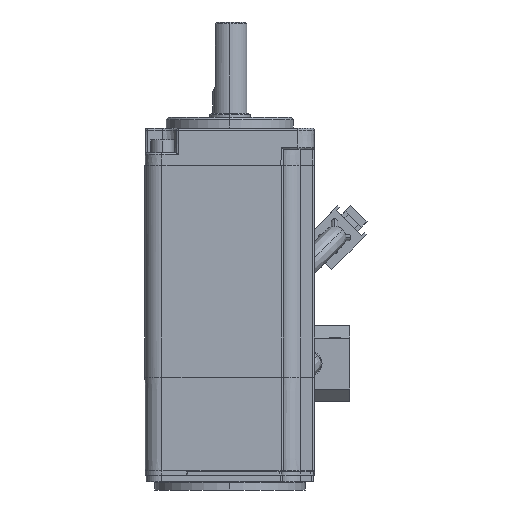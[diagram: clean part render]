
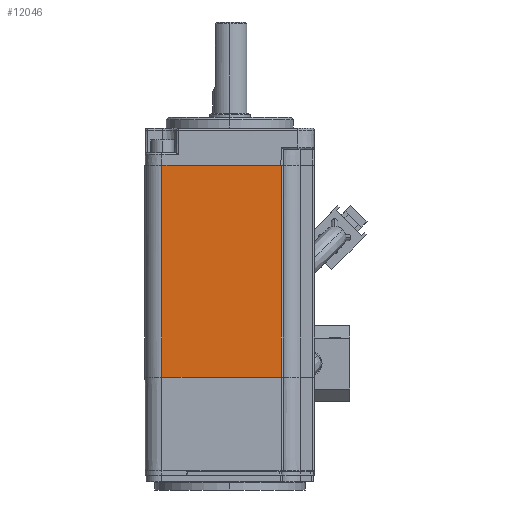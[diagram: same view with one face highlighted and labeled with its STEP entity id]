
A CAD part, front view. The second image highlights one B-rep face of the part: STEP entity #12046.
In plain terms, the highlighted face is planar.
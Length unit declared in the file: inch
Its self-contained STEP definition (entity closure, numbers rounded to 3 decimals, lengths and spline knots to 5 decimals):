
#2703 = ORIENTED_EDGE ( 'NONE', *, *, #8525, .F. ) ;
#3211 = CARTESIAN_POINT ( 'NONE',  ( 0.7874, 0.26118, 1.08268 ) ) ;
#3684 = CARTESIAN_POINT ( 'NONE',  ( 0.78733, -0.47622, -0.88188 ) ) ;
#4198 = LINE ( 'NONE', #17734, #9430 ) ;
#4832 = CARTESIAN_POINT ( 'NONE',  ( 0.78737, 0.62992, 1.08268 ) ) ;
#6696 = VERTEX_POINT ( 'NONE', #4832 ) ;
#7055 = CARTESIAN_POINT ( 'NONE',  ( 0.7874, 0.07679, -0.88189 ) ) ;
#7073 = LINE ( 'NONE', #7055, #15830 ) ;
#7777 = CARTESIAN_POINT ( 'NONE',  ( 0.7874, -0.47458, -0.88189 ) ) ;
#7874 = CARTESIAN_POINT ( 'NONE',  ( 0.7874, -0.47376, -0.88189 ) ) ;
#8122 = CARTESIAN_POINT ( 'NONE',  ( 0.78733, -0.47622, -0.88188 ) ) ;
#8233 = VERTEX_POINT ( 'NONE', #23413 ) ;
#8525 = EDGE_CURVE ( 'NONE', #14198, #22003, #9046, .T. ) ;
#8838 = EDGE_CURVE ( 'NONE', #8233, #22003, #24741, .T. ) ;
#9046 = B_SPLINE_CURVE_WITH_KNOTS ( 'NONE', 3,
 ( #21148, #7777, #10099, #3684 ),
 .UNSPECIFIED., .F., .F.,
 ( 4, 4 ),
 ( 0., 1. ),
 .UNSPECIFIED. ) ;
#9430 = VECTOR ( 'NONE', #11110, 39.37008 ) ;
#10099 = CARTESIAN_POINT ( 'NONE',  ( 0.78735, -0.4754, -0.88189 ) ) ;
#10240 = CARTESIAN_POINT ( 'NONE',  ( 0.7874, -0.47629, 0.42782 ) ) ;
#10522 = DIRECTION ( 'NONE',  ( 1., 0., 0. ) ) ;
#11110 = DIRECTION ( 'NONE',  ( 0., 0., 1. ) ) ;
#11989 = CARTESIAN_POINT ( 'NONE',  ( 0.7874, -0.10757, 1.08268 ) ) ;
#12046 = ADVANCED_FACE ( 'NONE', ( #20573 ), #26016, .T. ) ;
#12862 = CARTESIAN_POINT ( 'NONE',  ( 0.7874, 0.07679, 0.10039 ) ) ;
#13370 = ORIENTED_EDGE ( 'NONE', *, *, #18289, .T. ) ;
#13727 = AXIS2_PLACEMENT_3D ( 'NONE', #12862, #10522, #26216 ) ;
#13731 = CARTESIAN_POINT ( 'NONE',  ( 0.78737, -0.47632, 1.08268 ) ) ;
#13814 = ORIENTED_EDGE ( 'NONE', *, *, #16845, .T. ) ;
#14198 = VERTEX_POINT ( 'NONE', #7874 ) ;
#14323 = CARTESIAN_POINT ( 'NONE',  ( 0.78737, -0.47632, 1.08268 ) ) ;
#15428 = CARTESIAN_POINT ( 'NONE',  ( 0.7874, 0.62992, -0.88189 ) ) ;
#15830 = VECTOR ( 'NONE', #20521, 39.37008 ) ;
#16088 = CARTESIAN_POINT ( 'NONE',  ( 0.78737, 0.62992, 1.08268 ) ) ;
#16257 = B_SPLINE_CURVE_WITH_KNOTS ( 'NONE', 3,
 ( #16088, #3211, #11989, #14323 ),
 .UNSPECIFIED., .F., .F.,
 ( 4, 4 ),
 ( 0., 1. ),
 .UNSPECIFIED. ) ;
#16845 = EDGE_CURVE ( 'NONE', #18980, #6696, #4198, .T. ) ;
#17734 = CARTESIAN_POINT ( 'NONE',  ( 0.7874, 0.62992, 0.10039 ) ) ;
#18289 = EDGE_CURVE ( 'NONE', #6696, #8233, #16257, .T. ) ;
#18980 = VERTEX_POINT ( 'NONE', #15428 ) ;
#19356 = ORIENTED_EDGE ( 'NONE', *, *, #8838, .T. ) ;
#20521 = DIRECTION ( 'NONE',  ( 0., 1., 0. ) ) ;
#20573 = FACE_OUTER_BOUND ( 'NONE', #28369, .T. ) ;
#21148 = CARTESIAN_POINT ( 'NONE',  ( 0.7874, -0.47376, -0.88189 ) ) ;
#22003 = VERTEX_POINT ( 'NONE', #8122 ) ;
#23404 = CARTESIAN_POINT ( 'NONE',  ( 0.78733, -0.47622, -0.88188 ) ) ;
#23413 = CARTESIAN_POINT ( 'NONE',  ( 0.78737, -0.47632, 1.08268 ) ) ;
#24741 = B_SPLINE_CURVE_WITH_KNOTS ( 'NONE', 3,
 ( #13731, #10240, #25836, #23404 ),
 .UNSPECIFIED., .F., .F.,
 ( 4, 4 ),
 ( 0., 1. ),
 .UNSPECIFIED. ) ;
#25753 = EDGE_CURVE ( 'NONE', #14198, #18980, #7073, .T. ) ;
#25836 = CARTESIAN_POINT ( 'NONE',  ( 0.7874, -0.47626, -0.22703 ) ) ;
#26016 = PLANE ( 'NONE',  #13727 ) ;
#26216 = DIRECTION ( 'NONE',  ( 0., 0., -1. ) ) ;
#27993 = ORIENTED_EDGE ( 'NONE', *, *, #25753, .T. ) ;
#28369 = EDGE_LOOP ( 'NONE', ( #13370, #19356, #2703, #27993, #13814 ) ) ;
